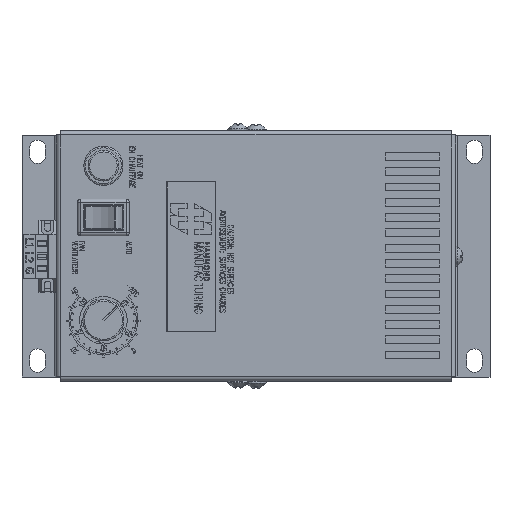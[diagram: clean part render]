
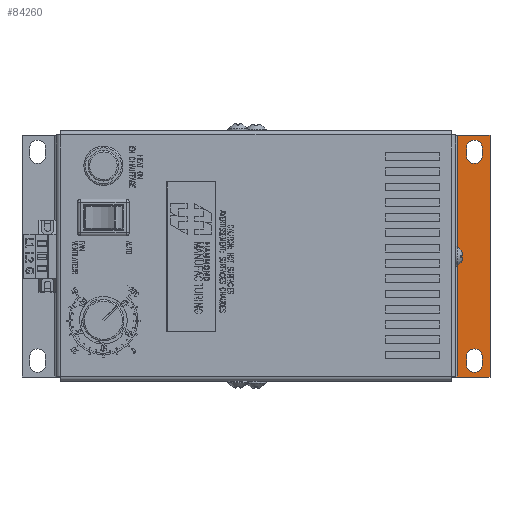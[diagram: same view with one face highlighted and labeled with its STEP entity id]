
A CAD part, top view. The second image highlights one B-rep face of the part: STEP entity #84260.
In plain terms, the highlighted planar face has unit normal (0, 0, 1).
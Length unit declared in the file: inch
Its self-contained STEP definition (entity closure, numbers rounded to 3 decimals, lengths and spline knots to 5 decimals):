
#972 = AXIS2_PLACEMENT_3D ( 'NONE', #51407, #106960, #74583 ) ;
#1028 = ORIENTED_EDGE ( 'NONE', *, *, #37865, .T. ) ;
#1872 = VECTOR ( 'NONE', #107805, 39.37008 ) ;
#2696 = VERTEX_POINT ( 'NONE', #40447 ) ;
#3275 = EDGE_CURVE ( 'NONE', #135107, #105402, #9994, .T. ) ;
#3367 = ORIENTED_EDGE ( 'NONE', *, *, #92568, .T. ) ;
#3569 = LINE ( 'NONE', #44443, #45406 ) ;
#6626 = CARTESIAN_POINT ( 'NONE',  ( 3.6125, 0., -4.398 ) ) ;
#8177 = DIRECTION ( 'NONE',  ( -1., 0., 0. ) ) ;
#9169 = FACE_BOUND ( 'NONE', #25296, .T. ) ;
#9486 = AXIS2_PLACEMENT_3D ( 'NONE', #51175, #49096, #115182 ) ;
#9994 = LINE ( 'NONE', #86694, #1872 ) ;
#11127 = ORIENTED_EDGE ( 'NONE', *, *, #83429, .T. ) ;
#11270 = FACE_OUTER_BOUND ( 'NONE', #128635, .T. ) ;
#17820 = CARTESIAN_POINT ( 'NONE',  ( 3.3625, 1.6055, -4.398 ) ) ;
#17933 = CARTESIAN_POINT ( 'NONE',  ( 3.6125, -1.6055, -4.398 ) ) ;
#20624 = CARTESIAN_POINT ( 'NONE',  ( 3.3625, 1.7305, -4.398 ) ) ;
#22635 = DIRECTION ( 'NONE',  ( 0., -1., 0. ) ) ;
#23248 = EDGE_CURVE ( 'NONE', #96728, #82595, #104918, .T. ) ;
#24619 = VERTEX_POINT ( 'NONE', #137821 ) ;
#25296 = EDGE_LOOP ( 'NONE', ( #68407, #11127, #102880, #134759 ) ) ;
#27058 = ORIENTED_EDGE ( 'NONE', *, *, #42577, .T. ) ;
#28221 = DIRECTION ( 'NONE',  ( -1., 0., 0. ) ) ;
#29355 = DIRECTION ( 'NONE',  ( 0., 1., 0. ) ) ;
#32258 = CARTESIAN_POINT ( 'NONE',  ( 3.4875, 1.7305, -4.398 ) ) ;
#32965 = VECTOR ( 'NONE', #116431, 39.37008 ) ;
#33738 = ORIENTED_EDGE ( 'NONE', *, *, #48092, .T. ) ;
#34804 = ORIENTED_EDGE ( 'NONE', *, *, #103639, .T. ) ;
#36863 = VERTEX_POINT ( 'NONE', #85186 ) ;
#37865 = EDGE_CURVE ( 'NONE', #36863, #98078, #128129, .T. ) ;
#39648 = VECTOR ( 'NONE', #29355, 39.37008 ) ;
#39900 = CARTESIAN_POINT ( 'NONE',  ( 3.3625, -1.7305, -4.398 ) ) ;
#40447 = CARTESIAN_POINT ( 'NONE',  ( 3.6125, 1.7305, -4.398 ) ) ;
#42532 = CARTESIAN_POINT ( 'NONE',  ( 3.7375, 0., -4.398 ) ) ;
#42577 = EDGE_CURVE ( 'NONE', #98078, #96728, #53091, .T. ) ;
#42784 = ORIENTED_EDGE ( 'NONE', *, *, #23248, .T. ) ;
#44139 = VERTEX_POINT ( 'NONE', #85949 ) ;
#44443 = CARTESIAN_POINT ( 'NONE',  ( 3.6125, 0., -4.398 ) ) ;
#45406 = VECTOR ( 'NONE', #22635, 39.37008 ) ;
#48092 = EDGE_CURVE ( 'NONE', #82707, #109284, #3569, .T. ) ;
#48407 = CARTESIAN_POINT ( 'NONE',  ( 3.3625, 0., -4.398 ) ) ;
#49096 = DIRECTION ( 'NONE',  ( 0., 0., -1. ) ) ;
#49132 = DIRECTION ( 'NONE',  ( 1., 0., 0. ) ) ;
#51175 = CARTESIAN_POINT ( 'NONE',  ( 3.4875, -1.6055, -4.398 ) ) ;
#51407 = CARTESIAN_POINT ( 'NONE',  ( 3.43631, 0., -4.398 ) ) ;
#52140 = CARTESIAN_POINT ( 'NONE',  ( 3.43631, -1.929, -4.398 ) ) ;
#53091 = LINE ( 'NONE', #42532, #32965 ) ;
#58176 = CARTESIAN_POINT ( 'NONE',  ( 3.2175, 0., -4.398 ) ) ;
#64413 = EDGE_CURVE ( 'NONE', #122373, #24619, #125755, .T. ) ;
#66841 = CIRCLE ( 'NONE', #84810, 0.125 ) ;
#68021 = DIRECTION ( 'NONE',  ( 0., -1., 0. ) ) ;
#68380 = CIRCLE ( 'NONE', #88598, 0.125 ) ;
#68407 = ORIENTED_EDGE ( 'NONE', *, *, #69408, .T. ) ;
#69042 = EDGE_LOOP ( 'NONE', ( #33738, #3367, #103503, #138846 ) ) ;
#69408 = EDGE_CURVE ( 'NONE', #2696, #44139, #90409, .T. ) ;
#71803 = CARTESIAN_POINT ( 'NONE',  ( 3.6125, -1.7305, -4.398 ) ) ;
#72701 = VECTOR ( 'NONE', #68021, 39.37008 ) ;
#74583 = DIRECTION ( 'NONE',  ( 1., 0., 0. ) ) ;
#77507 = CARTESIAN_POINT ( 'NONE',  ( 3.7375, 1.929, -4.398 ) ) ;
#82595 = VERTEX_POINT ( 'NONE', #132018 ) ;
#82707 = VERTEX_POINT ( 'NONE', #17933 ) ;
#83233 = CARTESIAN_POINT ( 'NONE',  ( 3.7375, -1.929, -4.398 ) ) ;
#83429 = EDGE_CURVE ( 'NONE', #44139, #135107, #68380, .T. ) ;
#84260 = ADVANCED_FACE ( 'NONE', ( #9169, #97112, #11270 ), #126679, .T. ) ;
#84810 = AXIS2_PLACEMENT_3D ( 'NONE', #32258, #138542, #130069 ) ;
#85186 = CARTESIAN_POINT ( 'NONE',  ( 3.2175, -1.929, -4.398 ) ) ;
#85949 = CARTESIAN_POINT ( 'NONE',  ( 3.6125, 1.6055, -4.398 ) ) ;
#86694 = CARTESIAN_POINT ( 'NONE',  ( 3.3625, 0., -4.398 ) ) ;
#88598 = AXIS2_PLACEMENT_3D ( 'NONE', #123717, #121662, #49132 ) ;
#89164 = LINE ( 'NONE', #58176, #72701 ) ;
#90409 = LINE ( 'NONE', #6626, #100238 ) ;
#92568 = EDGE_CURVE ( 'NONE', #109284, #122373, #112355, .T. ) ;
#96728 = VERTEX_POINT ( 'NONE', #77507 ) ;
#97112 = FACE_BOUND ( 'NONE', #69042, .T. ) ;
#98078 = VERTEX_POINT ( 'NONE', #83233 ) ;
#100238 = VECTOR ( 'NONE', #100994, 39.37008 ) ;
#100994 = DIRECTION ( 'NONE',  ( 0., -1., 0. ) ) ;
#102880 = ORIENTED_EDGE ( 'NONE', *, *, #3275, .T. ) ;
#103503 = ORIENTED_EDGE ( 'NONE', *, *, #64413, .T. ) ;
#103639 = EDGE_CURVE ( 'NONE', #82595, #36863, #89164, .T. ) ;
#104578 = CARTESIAN_POINT ( 'NONE',  ( 3.4875, -1.7305, -4.398 ) ) ;
#104918 = LINE ( 'NONE', #138677, #120577 ) ;
#105402 = VERTEX_POINT ( 'NONE', #20624 ) ;
#106960 = DIRECTION ( 'NONE',  ( 0., 0., 1. ) ) ;
#107805 = DIRECTION ( 'NONE',  ( 0., 1., 0. ) ) ;
#109284 = VERTEX_POINT ( 'NONE', #71803 ) ;
#112355 = CIRCLE ( 'NONE', #137059, 0.125 ) ;
#113048 = DIRECTION ( 'NONE',  ( 0., 0., -1. ) ) ;
#114965 = EDGE_CURVE ( 'NONE', #24619, #82707, #119613, .T. ) ;
#115182 = DIRECTION ( 'NONE',  ( -1., 0., 0. ) ) ;
#116187 = DIRECTION ( 'NONE',  ( 1., 0., 0. ) ) ;
#116431 = DIRECTION ( 'NONE',  ( 0., 1., 0. ) ) ;
#119613 = CIRCLE ( 'NONE', #9486, 0.125 ) ;
#120577 = VECTOR ( 'NONE', #28221, 39.37008 ) ;
#121662 = DIRECTION ( 'NONE',  ( 0., 0., -1. ) ) ;
#122373 = VERTEX_POINT ( 'NONE', #39900 ) ;
#123717 = CARTESIAN_POINT ( 'NONE',  ( 3.4875, 1.6055, -4.398 ) ) ;
#125122 = EDGE_CURVE ( 'NONE', #105402, #2696, #66841, .T. ) ;
#125755 = LINE ( 'NONE', #48407, #39648 ) ;
#126679 = PLANE ( 'NONE',  #972 ) ;
#127243 = VECTOR ( 'NONE', #116187, 39.37008 ) ;
#128129 = LINE ( 'NONE', #52140, #127243 ) ;
#128635 = EDGE_LOOP ( 'NONE', ( #27058, #42784, #34804, #1028 ) ) ;
#130069 = DIRECTION ( 'NONE',  ( 1., 0., 0. ) ) ;
#132018 = CARTESIAN_POINT ( 'NONE',  ( 3.2175, 1.929, -4.398 ) ) ;
#134759 = ORIENTED_EDGE ( 'NONE', *, *, #125122, .T. ) ;
#135107 = VERTEX_POINT ( 'NONE', #17820 ) ;
#137059 = AXIS2_PLACEMENT_3D ( 'NONE', #104578, #113048, #8177 ) ;
#137821 = CARTESIAN_POINT ( 'NONE',  ( 3.3625, -1.6055, -4.398 ) ) ;
#138542 = DIRECTION ( 'NONE',  ( 0., 0., -1. ) ) ;
#138677 = CARTESIAN_POINT ( 'NONE',  ( 3.43631, 1.929, -4.398 ) ) ;
#138846 = ORIENTED_EDGE ( 'NONE', *, *, #114965, .T. ) ;
